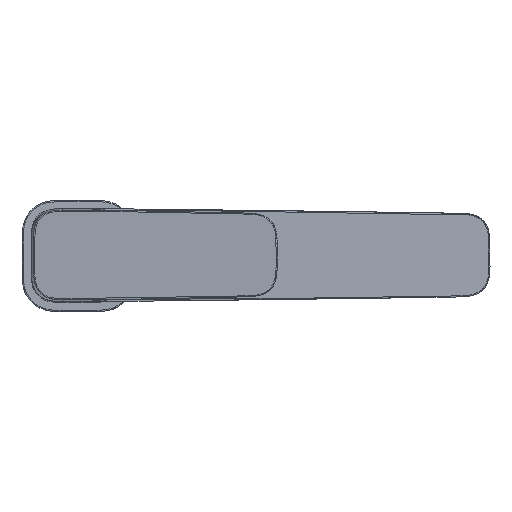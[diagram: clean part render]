
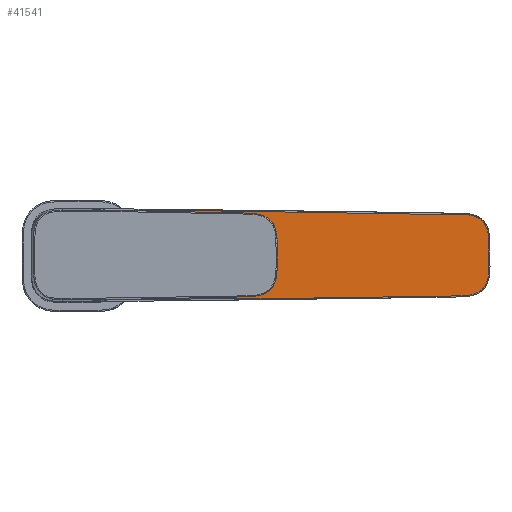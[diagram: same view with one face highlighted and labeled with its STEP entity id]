
A CAD part, top view. The second image highlights one B-rep face of the part: STEP entity #41541.
In plain terms, the highlighted planar face has unit normal (0, 0, 1).
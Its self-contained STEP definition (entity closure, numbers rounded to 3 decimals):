
#10153=PLANE('',#62192);
#12095=ORIENTED_EDGE('',*,*,#24757,.F.);
#12096=ORIENTED_EDGE('',*,*,#24758,.F.);
#24757=EDGE_CURVE('',#31088,#31089,#35146,.F.);
#24758=EDGE_CURVE('',#31089,#31088,#35147,.F.);
#31088=VERTEX_POINT('',#80920);
#31089=VERTEX_POINT('',#80921);
#35146=B_SPLINE_CURVE_WITH_KNOTS('',3,(#80881,#80882,#80883,#80884,#80885,
#80886,#80887,#80888,#80889,#80890,#80891,#80892,#80893,#80894,#80895,#80896,
#80897,#80898,#80899,#80900,#80901,#80902,#80903,#80904,#80905,#80906,#80907,
#80908,#80909,#80910,#80911,#80912,#80913,#80914,#80915,#80916,#80917,#80918,
#80919),.UNSPECIFIED.,.F.,.F.,(4,1,1,1,1,1,1,1,1,1,1,1,1,1,1,1,1,1,1,1,
1,1,1,1,1,1,1,1,1,1,1,1,1,1,1,1,4),(-453.589,-450.034,
-446.48,-442.925,-439.37,-435.816,
-432.261,-428.706,-425.152,-418.042,
-410.933,-403.824,-396.714,-389.605,
-382.495,-368.277,-354.058,-339.839,
-325.621,-311.402,-304.292,-297.183,
-290.074,-282.964,-275.855,-268.746,-265.191,
-261.636,-258.082,-254.527,-250.972,
-247.418,-243.863,-240.308,-236.753,
-233.199,-226.089),.UNSPECIFIED.);
#35147=B_SPLINE_CURVE_WITH_KNOTS('',3,(#80922,#80923,#80924,#80925,#80926,
#80927,#80928,#80929,#80930,#80931,#80932,#80933,#80934,#80935,#80936,#80937,
#80938,#80939,#80940,#80941,#80942,#80943,#80944,#80945,#80946,#80947,#80948,
#80949,#80950,#80951,#80952,#80953,#80954,#80955,#80956,#80957,#80958,#80959,
#80960,#80961,#80962),.UNSPECIFIED.,.F.,.F.,(4,1,1,1,1,1,1,1,1,1,1,1,1,
1,1,1,1,1,1,1,1,1,1,1,1,1,1,1,1,1,1,1,1,1,1,1,1,1,4),(-226.089,
-222.557,-219.024,-215.491,-211.959,
-208.426,-204.894,-201.361,-197.828,
-194.296,-190.763,-183.698,-176.632,
-169.567,-162.502,-155.436,-141.306,
-127.175,-113.045,-98.914,-84.784,
-77.718,-70.653,-63.588,-56.522,
-49.457,-42.392,-38.859,-35.326,
-31.794,-28.261,-24.729,-21.196,
-17.663,-14.131,-10.598,-7.065,
-3.533,0.),.UNSPECIFIED.);
#35677=EDGE_LOOP('',(#12095,#12096));
#38389=FACE_BOUND('',#35677,.T.);
#41541=ADVANCED_FACE('',(#38389),#10153,.T.);
#62192=AXIS2_PLACEMENT_3D('',#80880,#66093,#66094);
#66093=DIRECTION('',(0.,0.,1.));
#66094=DIRECTION('',(0.,-1.,0.));
#80880=CARTESIAN_POINT('',(-179.676,20.402,220.338));
#80881=CARTESIAN_POINT('',(-177.189,-4.88,220.338));
#80882=CARTESIAN_POINT('',(-177.185,-6.064,220.338));
#80883=CARTESIAN_POINT('',(-177.138,-8.391,220.338));
#80884=CARTESIAN_POINT('',(-176.431,-11.777,220.338));
#80885=CARTESIAN_POINT('',(-174.658,-14.699,220.338));
#80886=CARTESIAN_POINT('',(-171.824,-16.607,220.338));
#80887=CARTESIAN_POINT('',(-168.474,-17.427,220.338));
#80888=CARTESIAN_POINT('',(-164.971,-17.565,220.338));
#80889=CARTESIAN_POINT('',(-161.409,-17.622,220.338));
#80890=CARTESIAN_POINT('',(-156.675,-17.703,220.338));
#80891=CARTESIAN_POINT('',(-150.749,-17.79,220.338));
#80892=CARTESIAN_POINT('',(-143.641,-17.9,220.338));
#80893=CARTESIAN_POINT('',(-136.533,-18.007,220.338));
#80894=CARTESIAN_POINT('',(-129.424,-18.113,220.338));
#80895=CARTESIAN_POINT('',(-122.316,-18.216,220.338));
#80896=CARTESIAN_POINT('',(-112.838,-18.351,220.338));
#80897=CARTESIAN_POINT('',(-100.99,-18.515,220.338));
#80898=CARTESIAN_POINT('',(-86.773,-18.701,220.338));
#80899=CARTESIAN_POINT('',(-72.556,-18.876,220.338));
#80900=CARTESIAN_POINT('',(-58.339,-19.039,220.338));
#80901=CARTESIAN_POINT('',(-46.491,-19.164,220.338));
#80902=CARTESIAN_POINT('',(-37.012,-19.257,220.338));
#80903=CARTESIAN_POINT('',(-29.904,-19.321,220.338));
#80904=CARTESIAN_POINT('',(-22.794,-19.389,220.338));
#80905=CARTESIAN_POINT('',(-15.687,-19.452,220.338));
#80906=CARTESIAN_POINT('',(-8.579,-19.487,220.338));
#80907=CARTESIAN_POINT('',(-2.655,-19.499,220.338));
#80908=CARTESIAN_POINT('',(2.083,-19.502,220.338));
#80909=CARTESIAN_POINT('',(5.638,-19.485,220.338));
#80910=CARTESIAN_POINT('',(9.188,-19.516,220.338));
#80911=CARTESIAN_POINT('',(12.632,-19.153,220.338));
#80912=CARTESIAN_POINT('',(15.799,-17.833,220.338));
#80913=CARTESIAN_POINT('',(18.12,-15.338,220.338));
#80914=CARTESIAN_POINT('',(19.264,-12.097,220.338));
#80915=CARTESIAN_POINT('',(19.517,-8.634,220.338));
#80916=CARTESIAN_POINT('',(19.487,-5.075,220.338));
#80917=CARTESIAN_POINT('',(19.507,-0.338,220.338));
#80918=CARTESIAN_POINT('',(19.499,3.217,220.338));
#80919=CARTESIAN_POINT('',(19.493,5.586,220.338));
#80920=CARTESIAN_POINT('',(19.493,5.586,220.338));
#80921=CARTESIAN_POINT('',(-177.189,-4.88,220.338));
#80922=CARTESIAN_POINT('',(19.493,5.586,220.338));
#80923=CARTESIAN_POINT('',(19.49,6.763,220.338));
#80924=CARTESIAN_POINT('',(19.519,9.116,220.338));
#80925=CARTESIAN_POINT('',(19.171,12.541,220.338));
#80926=CARTESIAN_POINT('',(17.893,15.703,220.338));
#80927=CARTESIAN_POINT('',(15.452,18.049,220.338));
#80928=CARTESIAN_POINT('',(12.251,19.232,220.338));
#80929=CARTESIAN_POINT('',(8.815,19.517,220.338));
#80930=CARTESIAN_POINT('',(5.28,19.486,220.338));
#80931=CARTESIAN_POINT('',(1.749,19.503,220.338));
#80932=CARTESIAN_POINT('',(-1.783,19.5,220.338));
#80933=CARTESIAN_POINT('',(-6.492,19.493,220.338));
#80934=CARTESIAN_POINT('',(-12.379,19.47,220.338));
#80935=CARTESIAN_POINT('',(-19.442,19.423,220.338));
#80936=CARTESIAN_POINT('',(-26.507,19.352,220.338));
#80937=CARTESIAN_POINT('',(-33.572,19.288,220.338));
#80938=CARTESIAN_POINT('',(-42.991,19.199,220.338));
#80939=CARTESIAN_POINT('',(-54.766,19.078,220.338));
#80940=CARTESIAN_POINT('',(-68.895,18.919,220.338));
#80941=CARTESIAN_POINT('',(-83.024,18.748,220.338));
#80942=CARTESIAN_POINT('',(-97.153,18.566,220.338));
#80943=CARTESIAN_POINT('',(-108.927,18.406,220.338));
#80944=CARTESIAN_POINT('',(-118.347,18.273,220.338));
#80945=CARTESIAN_POINT('',(-125.411,18.171,220.338));
#80946=CARTESIAN_POINT('',(-132.475,18.068,220.338));
#80947=CARTESIAN_POINT('',(-139.54,17.962,220.338));
#80948=CARTESIAN_POINT('',(-146.604,17.855,220.338));
#80949=CARTESIAN_POINT('',(-152.491,17.763,220.338));
#80950=CARTESIAN_POINT('',(-157.202,17.693,220.338));
#80951=CARTESIAN_POINT('',(-160.73,17.636,220.338));
#80952=CARTESIAN_POINT('',(-164.268,17.57,220.338));
#80953=CARTESIAN_POINT('',(-167.77,17.491,220.338));
#80954=CARTESIAN_POINT('',(-171.145,16.858,220.338));
#80955=CARTESIAN_POINT('',(-174.119,15.209,220.338));
#80956=CARTESIAN_POINT('',(-176.138,12.485,220.338));
#80957=CARTESIAN_POINT('',(-177.049,9.181,220.338));
#80958=CARTESIAN_POINT('',(-177.216,5.724,220.338));
#80959=CARTESIAN_POINT('',(-177.19,2.18,220.338));
#80960=CARTESIAN_POINT('',(-177.201,-1.348,220.338));
#80961=CARTESIAN_POINT('',(-177.194,-3.703,220.338));
#80962=CARTESIAN_POINT('',(-177.189,-4.88,220.338));
